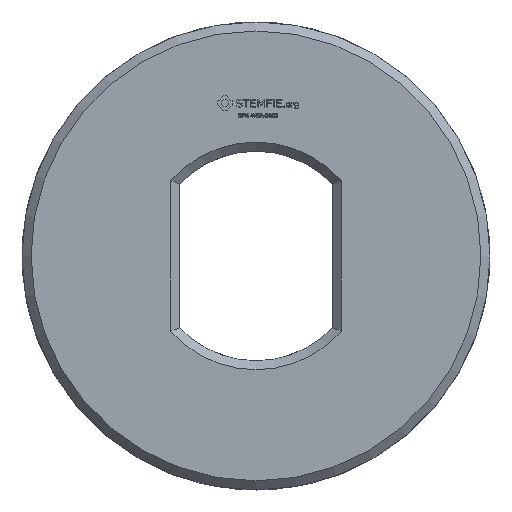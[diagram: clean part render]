
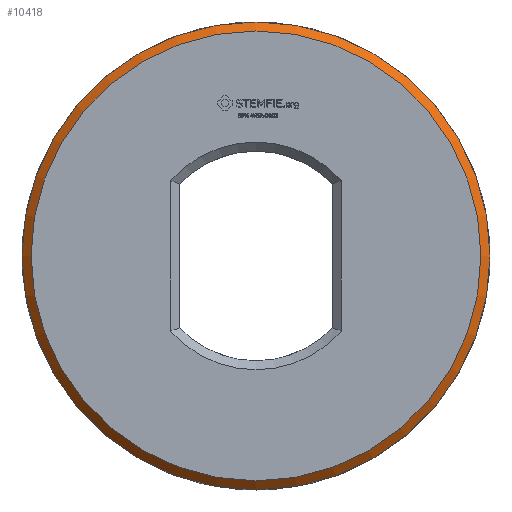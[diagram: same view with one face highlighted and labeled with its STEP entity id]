
A CAD part, top view. The second image highlights one B-rep face of the part: STEP entity #10418.
In plain terms, the highlighted conical face has half-angle 45 degrees and reference radius 7.812 mm.
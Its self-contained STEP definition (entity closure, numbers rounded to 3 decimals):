
#21 = EDGE_CURVE('',#22,#22,#24,.T.);
#22 = VERTEX_POINT('',#23);
#23 = CARTESIAN_POINT('',(7.513,0.,3.125));
#24 = SURFACE_CURVE('',#25,(#30,#42),.PCURVE_S1.);
#25 = CIRCLE('',#26,7.513);
#26 = AXIS2_PLACEMENT_3D('',#27,#28,#29);
#27 = CARTESIAN_POINT('',(0.,0.,3.125));
#28 = DIRECTION('',(0.,0.,-1.));
#29 = DIRECTION('',(1.,0.,0.));
#30 = PCURVE('',#31,#36);
#31 = PLANE('',#32);
#32 = AXIS2_PLACEMENT_3D('',#33,#34,#35);
#33 = CARTESIAN_POINT('',(0.,0.,3.125));
#34 = DIRECTION('',(0.,0.,-1.));
#35 = DIRECTION('',(1.,0.,0.));
#36 = DEFINITIONAL_REPRESENTATION('',(#37),#41);
#37 = CIRCLE('',#38,7.513);
#38 = AXIS2_PLACEMENT_2D('',#39,#40);
#39 = CARTESIAN_POINT('',(0.,0.));
#40 = DIRECTION('',(1.,0.));
#41 = ( GEOMETRIC_REPRESENTATION_CONTEXT(2) 
PARAMETRIC_REPRESENTATION_CONTEXT() REPRESENTATION_CONTEXT('2D SPACE',''
  ) );
#42 = PCURVE('',#43,#48);
#43 = CONICAL_SURFACE('',#44,7.813,0.785);
#44 = AXIS2_PLACEMENT_3D('',#45,#46,#47);
#45 = CARTESIAN_POINT('',(0.,0.,2.825));
#46 = DIRECTION('',(0.,0.,-1.));
#47 = DIRECTION('',(1.,0.,0.));
#48 = DEFINITIONAL_REPRESENTATION('',(#49),#53);
#49 = LINE('',#50,#51);
#50 = CARTESIAN_POINT('',(0.,-0.3));
#51 = VECTOR('',#52,1.);
#52 = DIRECTION('',(1.,-0.));
#53 = ( GEOMETRIC_REPRESENTATION_CONTEXT(2) 
PARAMETRIC_REPRESENTATION_CONTEXT() REPRESENTATION_CONTEXT('2D SPACE',''
  ) );
#10418 = ADVANCED_FACE('',(#10419),#43,.T.);
#10419 = FACE_BOUND('',#10420,.F.);
#10420 = EDGE_LOOP('',(#10421,#10450,#10471,#10472));
#10421 = ORIENTED_EDGE('',*,*,#10422,.T.);
#10422 = EDGE_CURVE('',#10423,#10423,#10425,.T.);
#10423 = VERTEX_POINT('',#10424);
#10424 = CARTESIAN_POINT('',(7.813,0.,2.825));
#10425 = SURFACE_CURVE('',#10426,(#10431,#10438),.PCURVE_S1.);
#10426 = CIRCLE('',#10427,7.813);
#10427 = AXIS2_PLACEMENT_3D('',#10428,#10429,#10430);
#10428 = CARTESIAN_POINT('',(0.,0.,2.825));
#10429 = DIRECTION('',(0.,0.,-1.));
#10430 = DIRECTION('',(1.,0.,0.));
#10431 = PCURVE('',#43,#10432);
#10432 = DEFINITIONAL_REPRESENTATION('',(#10433),#10437);
#10433 = LINE('',#10434,#10435);
#10434 = CARTESIAN_POINT('',(0.,-0.));
#10435 = VECTOR('',#10436,1.);
#10436 = DIRECTION('',(1.,-0.));
#10437 = ( GEOMETRIC_REPRESENTATION_CONTEXT(2) 
PARAMETRIC_REPRESENTATION_CONTEXT() REPRESENTATION_CONTEXT('2D SPACE',''
  ) );
#10438 = PCURVE('',#10439,#10444);
#10439 = CYLINDRICAL_SURFACE('',#10440,7.813);
#10440 = AXIS2_PLACEMENT_3D('',#10441,#10442,#10443);
#10441 = CARTESIAN_POINT('',(0.,0.,2.325));
#10442 = DIRECTION('',(0.,0.,1.));
#10443 = DIRECTION('',(1.,0.,0.));
#10444 = DEFINITIONAL_REPRESENTATION('',(#10445),#10449);
#10445 = LINE('',#10446,#10447);
#10446 = CARTESIAN_POINT('',(-0.,0.5));
#10447 = VECTOR('',#10448,1.);
#10448 = DIRECTION('',(-1.,0.));
#10449 = ( GEOMETRIC_REPRESENTATION_CONTEXT(2) 
PARAMETRIC_REPRESENTATION_CONTEXT() REPRESENTATION_CONTEXT('2D SPACE',''
  ) );
#10450 = ORIENTED_EDGE('',*,*,#10451,.T.);
#10451 = EDGE_CURVE('',#10423,#22,#10452,.T.);
#10452 = SEAM_CURVE('',#10453,(#10457,#10464),.PCURVE_S1.);
#10453 = LINE('',#10454,#10455);
#10454 = CARTESIAN_POINT('',(7.813,0.,2.825));
#10455 = VECTOR('',#10456,1.);
#10456 = DIRECTION('',(-0.707,0.,0.707));
#10457 = PCURVE('',#43,#10458);
#10458 = DEFINITIONAL_REPRESENTATION('',(#10459),#10463);
#10459 = LINE('',#10460,#10461);
#10460 = CARTESIAN_POINT('',(0.,-0.));
#10461 = VECTOR('',#10462,1.);
#10462 = DIRECTION('',(0.,-1.));
#10463 = ( GEOMETRIC_REPRESENTATION_CONTEXT(2) 
PARAMETRIC_REPRESENTATION_CONTEXT() REPRESENTATION_CONTEXT('2D SPACE',''
  ) );
#10464 = PCURVE('',#43,#10465);
#10465 = DEFINITIONAL_REPRESENTATION('',(#10466),#10470);
#10466 = LINE('',#10467,#10468);
#10467 = CARTESIAN_POINT('',(6.283,-0.));
#10468 = VECTOR('',#10469,1.);
#10469 = DIRECTION('',(0.,-1.));
#10470 = ( GEOMETRIC_REPRESENTATION_CONTEXT(2) 
PARAMETRIC_REPRESENTATION_CONTEXT() REPRESENTATION_CONTEXT('2D SPACE',''
  ) );
#10471 = ORIENTED_EDGE('',*,*,#21,.F.);
#10472 = ORIENTED_EDGE('',*,*,#10451,.F.);
